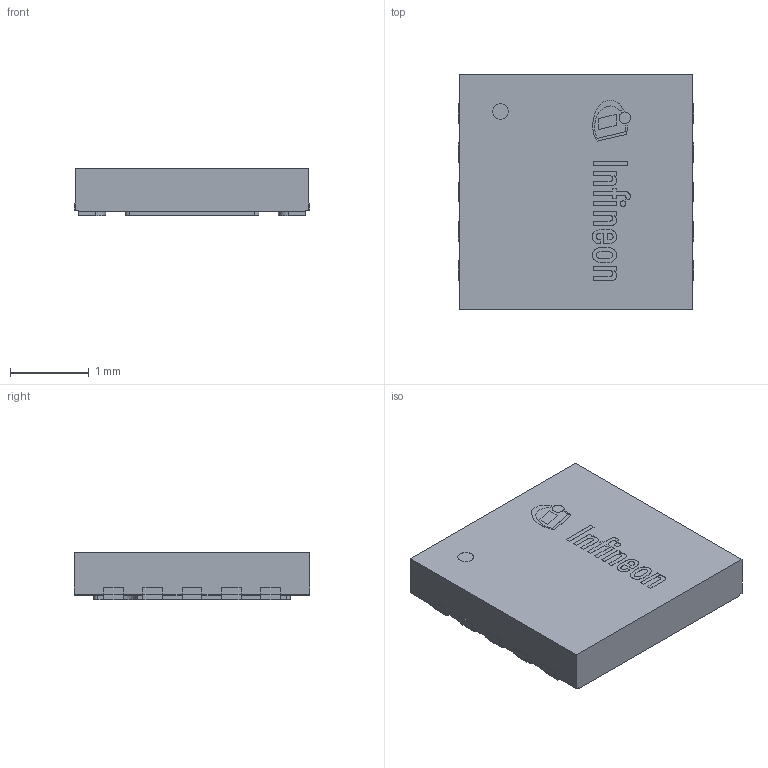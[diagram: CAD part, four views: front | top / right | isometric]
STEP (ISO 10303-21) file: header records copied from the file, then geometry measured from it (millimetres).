
FILE_DESCRIPTION(/* description */ (''),/* implementation_level */ '2;1');
FILE_NAME(/* name */ 'PG-USON-10-6_Z8B00260737_V01_3D.stp',/* time_stamp */ '2025-05-20T18:57:20+05:30',/* author */ ('sivamani'),/* organization */ (''),/* preprocessor_version */ 'ST-DEVELOPER v19.2',/* originating_system */ 'AutoCAD Mechanical',/* authorisation */ '');
FILE_SCHEMA (('AUTOMOTIVE_DESIGN { 1 0 10303 214 3 1 1 }'));
Length unit declared in the file: millimetre
Products named in the file (1): Product
Bounding box: 3 x 3 x 0.6 mm (x, y, z)
Volume: 5.2 mm3; surface area: 40.1 mm2
Topology: 25 solids, 25 shells, 291 faces, 717 edges, 478 vertices
Faces by surface type: plane 237, cylinder 36, bspline 18
Full cylindrical faces by diameter (mm): 0.073 x1, 0.15 x1, 0.2 x2
Entity records: 8752 total; most frequent: CARTESIAN_POINT 1857, ORIENTED_EDGE 1434, DIRECTION 1301, EDGE_CURVE 717, LINE 609, VECTOR 609, VERTEX_POINT 478, AXIS2_PLACEMENT_3D 346
